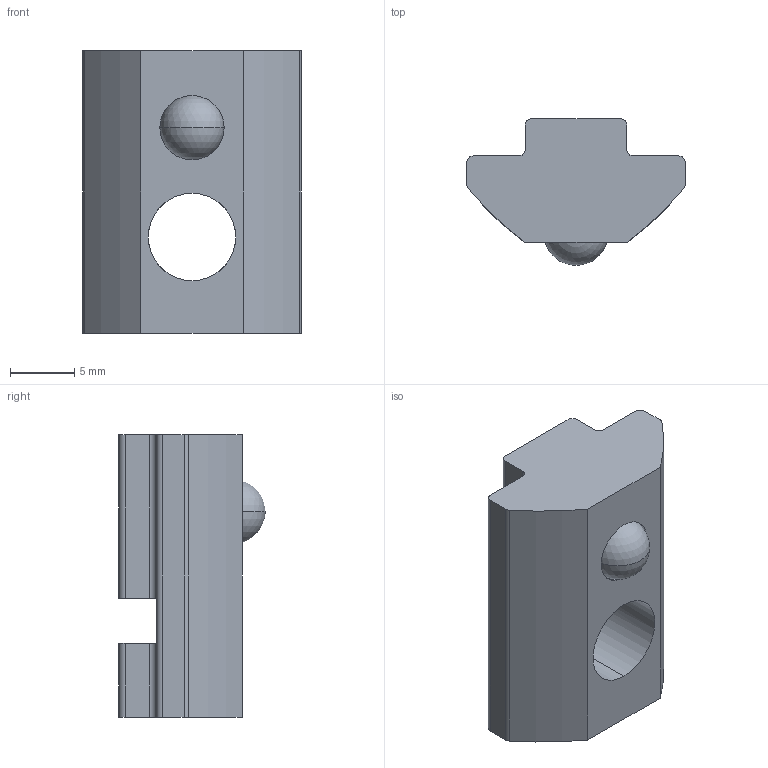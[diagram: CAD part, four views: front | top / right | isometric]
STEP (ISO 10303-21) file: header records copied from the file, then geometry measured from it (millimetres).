
FILE_DESCRIPTION(('STEP AP214'),'1');
FILE_NAME('fath_096068.stp','2017-10-10T10:56:23',('TraceParts'),('TraceParts S.A.'),'Spatial InterOp 3D',' ',' ');
FILE_SCHEMA(('automotive_design'));
Length unit declared in the file: millimetre
Products named in the file (3): fath_096068_1; fath_096068_2; fath_096068_3
Bounding box: 17 x 11.4 x 22 mm (x, y, z)
Volume: 2198.9 mm3; surface area: 1606.2 mm2
Topology: 3 solids, 3 shells, 54 faces, 146 edges, 92 vertices
Faces by surface type: plane 20, cylinder 18, torus 8, sphere 4, cone 2, bspline 2
Entity records: 2871 total; most frequent: CARTESIAN_POINT 977, DIRECTION 318, ORIENTED_EDGE 284, EDGE_CURVE 142, AXIS2_PLACEMENT_3D 127, VERTEX_POINT 92, CIRCLE 72, LINE 64
